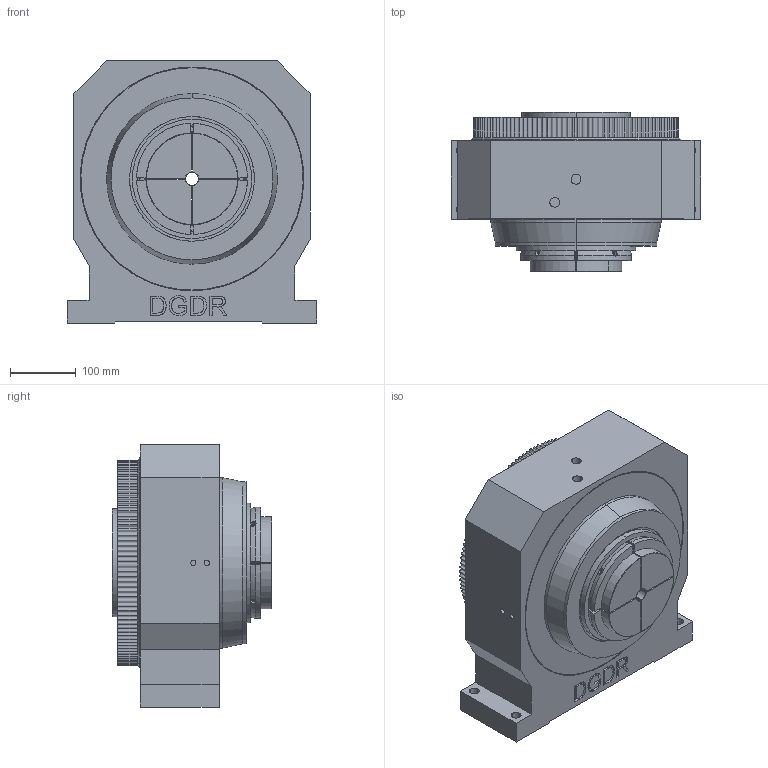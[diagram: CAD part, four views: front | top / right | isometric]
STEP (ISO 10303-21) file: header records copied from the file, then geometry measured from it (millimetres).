
FILE_DESCRIPTION (( 'STEP AP214' ), '1' );
FILE_NAME ('DRM-120+C-120-4k.STEP', '2024-01-23T13:52:47', ( '微软用户' ), ( '微软中国' ), 'SwSTEP 2.0', 'SolidWorks 2023', '' );
FILE_SCHEMA (( 'AUTOMOTIVE_DESIGN' ));
Length unit declared in the file: millimetre
Products named in the file (3): DRM-120; DRM-120+C-120-4k; C-120-4k
Assembly tree (2 placements, depth 2):
  DRM-120+C-120-4k
    DRM-120
    C-120-4k
Bounding box: 380 x 243.18 x 400 mm (x, y, z)
Volume: 20167996 mm3; surface area: 1425818.2 mm2
Topology: 12 solids, 12 shells, 333 faces, 928 edges, 629 vertices
Faces by surface type: bspline 161, plane 106, cone 28, cylinder 28, torus 10
Entity records: 27855 total; most frequent: CARTESIAN_POINT 19438, ORIENTED_EDGE 1840, EDGE_CURVE 920, VERTEX_POINT 629, DIRECTION 609, B_SPLINE_CURVE_WITH_KNOTS 548, EDGE_LOOP 383, ADVANCED_FACE 333
